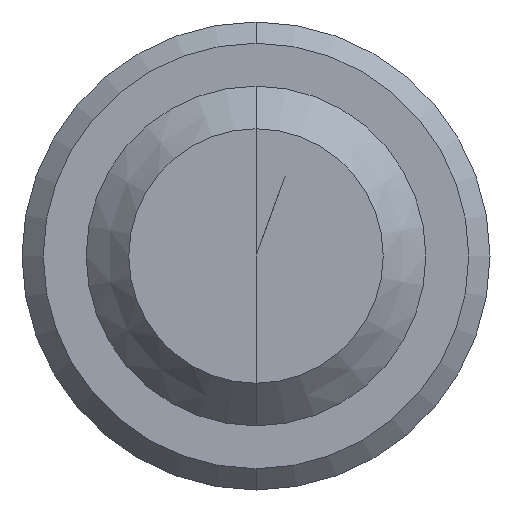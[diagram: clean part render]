
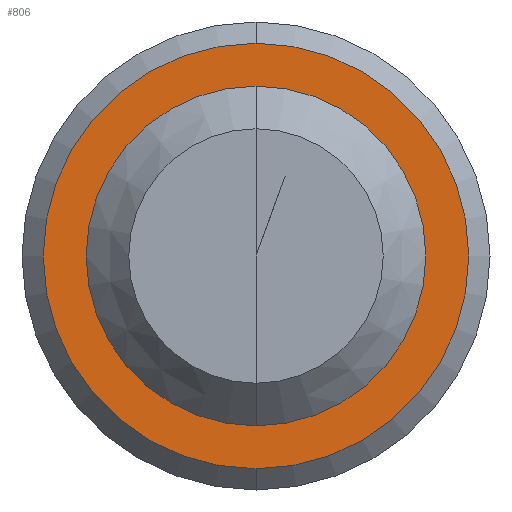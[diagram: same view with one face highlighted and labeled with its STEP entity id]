
A CAD part, front view. The second image highlights one B-rep face of the part: STEP entity #806.
In plain terms, the highlighted planar face has unit normal (0, -1, 0).
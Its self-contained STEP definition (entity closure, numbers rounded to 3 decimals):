
#39 = CIRCLE ( 'NONE', #42, 0.552 ) ;
#42 = AXIS2_PLACEMENT_3D ( 'NONE', #466, #469, #460 ) ;
#63 = AXIS2_PLACEMENT_3D ( 'NONE', #551, #535, #546 ) ;
#64 = CIRCLE ( 'NONE', #81, 0.552 ) ;
#77 = CIRCLE ( 'NONE', #63, 1.002 ) ;
#81 = AXIS2_PLACEMENT_3D ( 'NONE', #576, #587, #606 ) ;
#112 = CIRCLE ( 'NONE', #142, 1.002 ) ;
#133 = AXIS2_PLACEMENT_3D ( 'NONE', #655, #660, #639 ) ;
#142 = AXIS2_PLACEMENT_3D ( 'NONE', #637, #638, #617 ) ;
#229 = ORIENTED_EDGE ( 'NONE', *, *, #754, .F. ) ;
#241 = ORIENTED_EDGE ( 'NONE', *, *, #804, .T. ) ;
#242 = ORIENTED_EDGE ( 'NONE', *, *, #795, .F. ) ;
#245 = ORIENTED_EDGE ( 'NONE', *, *, #785, .T. ) ;
#285 = VERTEX_POINT ( 'NONE', #380 ) ;
#289 = VERTEX_POINT ( 'NONE', #379 ) ;
#298 = VERTEX_POINT ( 'NONE', #370 ) ;
#308 = EDGE_LOOP ( 'NONE', ( #241, #245 ) ) ;
#326 = EDGE_LOOP ( 'NONE', ( #229, #242 ) ) ;
#338 = VERTEX_POINT ( 'NONE', #348 ) ;
#348 = CARTESIAN_POINT ( 'NONE',  ( 0., 4.503, -0.552 ) ) ;
#370 = CARTESIAN_POINT ( 'NONE',  ( 0., 4.503, 1.002 ) ) ;
#379 = CARTESIAN_POINT ( 'NONE',  ( 0., 4.503, 0.552 ) ) ;
#380 = CARTESIAN_POINT ( 'NONE',  ( 0., 4.503, -1.002 ) ) ;
#460 = DIRECTION ( 'NONE',  ( 0., 0., -1. ) ) ;
#466 = CARTESIAN_POINT ( 'NONE',  ( 0., 4.503, 0. ) ) ;
#469 = DIRECTION ( 'NONE',  ( 0., -1., 0. ) ) ;
#535 = DIRECTION ( 'NONE',  ( 0., -1., 0. ) ) ;
#546 = DIRECTION ( 'NONE',  ( 0., 0., -1. ) ) ;
#551 = CARTESIAN_POINT ( 'NONE',  ( 0., 4.503, 0. ) ) ;
#576 = CARTESIAN_POINT ( 'NONE',  ( 0., 4.503, 0. ) ) ;
#587 = DIRECTION ( 'NONE',  ( 0., -1., 0. ) ) ;
#606 = DIRECTION ( 'NONE',  ( 0., 0., -1. ) ) ;
#617 = DIRECTION ( 'NONE',  ( 0., 0., -1. ) ) ;
#637 = CARTESIAN_POINT ( 'NONE',  ( 0., 4.503, 0. ) ) ;
#638 = DIRECTION ( 'NONE',  ( 0., -1., 0. ) ) ;
#639 = DIRECTION ( 'NONE',  ( 0., 0., 1. ) ) ;
#644 = PLANE ( 'NONE',  #133 ) ;
#651 = FACE_BOUND ( 'NONE', #326, .T. ) ;
#654 = FACE_OUTER_BOUND ( 'NONE', #308, .T. ) ;
#655 = CARTESIAN_POINT ( 'NONE',  ( -1.002, 4.503, 0. ) ) ;
#660 = DIRECTION ( 'NONE',  ( 0., 1., 0. ) ) ;
#754 = EDGE_CURVE ( 'NONE', #338, #289, #39, .T. ) ;
#785 = EDGE_CURVE ( 'NONE', #285, #298, #77, .T. ) ;
#795 = EDGE_CURVE ( 'NONE', #289, #338, #64, .T. ) ;
#804 = EDGE_CURVE ( 'NONE', #298, #285, #112, .T. ) ;
#806 = ADVANCED_FACE ( 'NONE', ( #651, #654 ), #644, .F. ) ;
